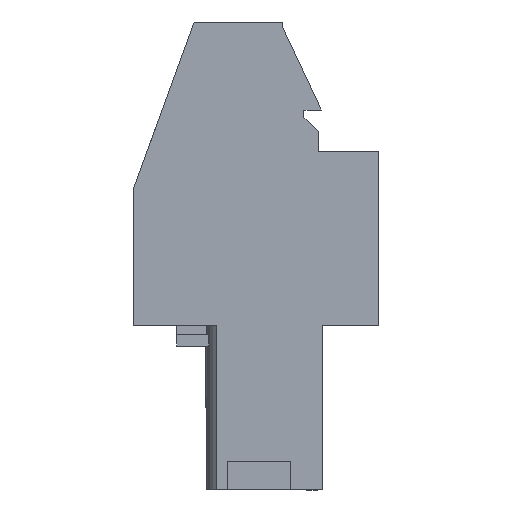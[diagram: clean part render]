
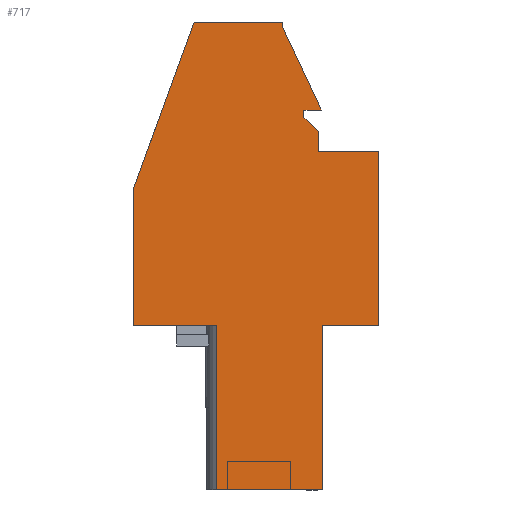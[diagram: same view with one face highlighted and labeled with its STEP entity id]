
A CAD part, left-side view. The second image highlights one B-rep face of the part: STEP entity #717.
In plain terms, the highlighted planar face has unit normal (-1, 0, 0).
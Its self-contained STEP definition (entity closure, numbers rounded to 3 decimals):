
#601=AXIS2_PLACEMENT_3D('Plane Axis2P3D',#598,#599,#600) ;
#49=CARTESIAN_POINT('Vertex',(0.,2.711,7.95)) ;
#52=CARTESIAN_POINT('Line Origine',(0.,2.711,3.975)) ;
#56=CARTESIAN_POINT('Vertex',(0.,2.711,0.)) ;
#107=CARTESIAN_POINT('Line Origine',(0.,1.356,7.95)) ;
#111=CARTESIAN_POINT('Vertex',(0.,0.,7.95)) ;
#598=CARTESIAN_POINT('Axis2P3D Location',(0.,12.132,0.)) ;
#603=CARTESIAN_POINT('Line Origine',(0.,5.261,0.)) ;
#607=CARTESIAN_POINT('Vertex',(0.,7.811,0.)) ;
#610=CARTESIAN_POINT('Line Origine',(0.,0.,12.15)) ;
#614=CARTESIAN_POINT('Vertex',(0.,0.,16.35)) ;
#617=CARTESIAN_POINT('Line Origine',(0.,1.45,16.35)) ;
#621=CARTESIAN_POINT('Vertex',(0.,2.9,16.35)) ;
#624=CARTESIAN_POINT('Line Origine',(0.,2.9,16.825)) ;
#628=CARTESIAN_POINT('Vertex',(0.,2.9,17.3)) ;
#631=CARTESIAN_POINT('Line Origine',(0.,3.25,17.65)) ;
#635=CARTESIAN_POINT('Vertex',(0.,3.6,18.)) ;
#638=CARTESIAN_POINT('Line Origine',(0.,3.6,18.175)) ;
#642=CARTESIAN_POINT('Vertex',(0.,3.6,18.35)) ;
#645=CARTESIAN_POINT('Line Origine',(0.,3.18,18.35)) ;
#649=CARTESIAN_POINT('Vertex',(0.,2.76,18.35)) ;
#652=CARTESIAN_POINT('Line Origine',(0.,3.704,20.375)) ;
#656=CARTESIAN_POINT('Vertex',(0.,4.649,22.4)) ;
#659=CARTESIAN_POINT('Line Origine',(0.,4.649,22.5)) ;
#663=CARTESIAN_POINT('Vertex',(0.,4.649,22.6)) ;
#666=CARTESIAN_POINT('Line Origine',(0.,6.778,22.6)) ;
#670=CARTESIAN_POINT('Vertex',(0.,8.908,22.6)) ;
#673=CARTESIAN_POINT('Line Origine',(0.,10.369,18.586)) ;
#677=CARTESIAN_POINT('Vertex',(0.,11.83,14.572)) ;
#680=CARTESIAN_POINT('Line Origine',(0.,11.83,11.261)) ;
#684=CARTESIAN_POINT('Vertex',(0.,11.83,7.95)) ;
#687=CARTESIAN_POINT('Line Origine',(0.,9.821,7.95)) ;
#691=CARTESIAN_POINT('Vertex',(0.,7.811,7.95)) ;
#694=CARTESIAN_POINT('Line Origine',(0.,7.811,3.975)) ;
#53=DIRECTION('Vector Direction',(0.,0.,1.)) ;
#108=DIRECTION('Vector Direction',(0.,1.,0.)) ;
#599=DIRECTION('Axis2P3D Direction',(-1.,0.,0.)) ;
#600=DIRECTION('Axis2P3D XDirection',(0.,-1.,0.)) ;
#604=DIRECTION('Vector Direction',(0.,1.,0.)) ;
#611=DIRECTION('Vector Direction',(0.,0.,1.)) ;
#618=DIRECTION('Vector Direction',(0.,1.,0.)) ;
#625=DIRECTION('Vector Direction',(0.,0.,1.)) ;
#632=DIRECTION('Vector Direction',(0.,0.707,0.707)) ;
#639=DIRECTION('Vector Direction',(0.,0.,1.)) ;
#646=DIRECTION('Vector Direction',(0.,-1.,0.)) ;
#653=DIRECTION('Vector Direction',(0.,0.423,0.906)) ;
#660=DIRECTION('Vector Direction',(0.,0.,1.)) ;
#667=DIRECTION('Vector Direction',(0.,1.,0.)) ;
#674=DIRECTION('Vector Direction',(0.,0.342,-0.94)) ;
#681=DIRECTION('Vector Direction',(0.,0.,1.)) ;
#688=DIRECTION('Vector Direction',(0.,-1.,0.)) ;
#695=DIRECTION('Vector Direction',(0.,0.,-1.)) ;
#54=VECTOR('Line Direction',#53,1.) ;
#109=VECTOR('Line Direction',#108,1.) ;
#605=VECTOR('Line Direction',#604,1.) ;
#612=VECTOR('Line Direction',#611,1.) ;
#619=VECTOR('Line Direction',#618,1.) ;
#626=VECTOR('Line Direction',#625,1.) ;
#633=VECTOR('Line Direction',#632,1.) ;
#640=VECTOR('Line Direction',#639,1.) ;
#647=VECTOR('Line Direction',#646,1.) ;
#654=VECTOR('Line Direction',#653,1.) ;
#661=VECTOR('Line Direction',#660,1.) ;
#668=VECTOR('Line Direction',#667,1.) ;
#675=VECTOR('Line Direction',#674,1.) ;
#682=VECTOR('Line Direction',#681,1.) ;
#689=VECTOR('Line Direction',#688,1.) ;
#696=VECTOR('Line Direction',#695,1.) ;
#700=ORIENTED_EDGE('',*,*,#609,.T.) ;
#701=ORIENTED_EDGE('',*,*,#58,.T.) ;
#702=ORIENTED_EDGE('',*,*,#113,.T.) ;
#703=ORIENTED_EDGE('',*,*,#616,.T.) ;
#704=ORIENTED_EDGE('',*,*,#623,.T.) ;
#705=ORIENTED_EDGE('',*,*,#630,.T.) ;
#706=ORIENTED_EDGE('',*,*,#637,.T.) ;
#707=ORIENTED_EDGE('',*,*,#644,.T.) ;
#708=ORIENTED_EDGE('',*,*,#651,.T.) ;
#709=ORIENTED_EDGE('',*,*,#658,.T.) ;
#710=ORIENTED_EDGE('',*,*,#665,.T.) ;
#711=ORIENTED_EDGE('',*,*,#672,.T.) ;
#712=ORIENTED_EDGE('',*,*,#679,.T.) ;
#713=ORIENTED_EDGE('',*,*,#686,.T.) ;
#714=ORIENTED_EDGE('',*,*,#693,.F.) ;
#715=ORIENTED_EDGE('',*,*,#698,.T.) ;
#717=ADVANCED_FACE('HOUSING',(#716),#602,.T.) ;
#58=EDGE_CURVE('',#57,#50,#55,.T.) ;
#113=EDGE_CURVE('',#50,#112,#110,.F.) ;
#609=EDGE_CURVE('',#608,#57,#606,.F.) ;
#616=EDGE_CURVE('',#112,#615,#613,.T.) ;
#623=EDGE_CURVE('',#615,#622,#620,.T.) ;
#630=EDGE_CURVE('',#622,#629,#627,.T.) ;
#637=EDGE_CURVE('',#629,#636,#634,.T.) ;
#644=EDGE_CURVE('',#636,#643,#641,.T.) ;
#651=EDGE_CURVE('',#643,#650,#648,.T.) ;
#658=EDGE_CURVE('',#650,#657,#655,.T.) ;
#665=EDGE_CURVE('',#657,#664,#662,.T.) ;
#672=EDGE_CURVE('',#664,#671,#669,.T.) ;
#679=EDGE_CURVE('',#671,#678,#676,.T.) ;
#686=EDGE_CURVE('',#678,#685,#683,.F.) ;
#693=EDGE_CURVE('',#692,#685,#690,.F.) ;
#698=EDGE_CURVE('',#692,#608,#697,.T.) ;
#699=EDGE_LOOP('',(#700,#701,#702,#703,#704,#705,#706,#707,#708,#709,#710,#711,#712,#713,#714,#715)) ;
#716=FACE_OUTER_BOUND('',#699,.T.) ;
#55=LINE('Line',#52,#54) ;
#110=LINE('Line',#107,#109) ;
#606=LINE('Line',#603,#605) ;
#613=LINE('Line',#610,#612) ;
#620=LINE('Line',#617,#619) ;
#627=LINE('Line',#624,#626) ;
#634=LINE('Line',#631,#633) ;
#641=LINE('Line',#638,#640) ;
#648=LINE('Line',#645,#647) ;
#655=LINE('Line',#652,#654) ;
#662=LINE('Line',#659,#661) ;
#669=LINE('Line',#666,#668) ;
#676=LINE('Line',#673,#675) ;
#683=LINE('Line',#680,#682) ;
#690=LINE('Line',#687,#689) ;
#697=LINE('Line',#694,#696) ;
#602=PLANE('',#601) ;
#50=VERTEX_POINT('',#49) ;
#57=VERTEX_POINT('',#56) ;
#112=VERTEX_POINT('',#111) ;
#608=VERTEX_POINT('',#607) ;
#615=VERTEX_POINT('',#614) ;
#622=VERTEX_POINT('',#621) ;
#629=VERTEX_POINT('',#628) ;
#636=VERTEX_POINT('',#635) ;
#643=VERTEX_POINT('',#642) ;
#650=VERTEX_POINT('',#649) ;
#657=VERTEX_POINT('',#656) ;
#664=VERTEX_POINT('',#663) ;
#671=VERTEX_POINT('',#670) ;
#678=VERTEX_POINT('',#677) ;
#685=VERTEX_POINT('',#684) ;
#692=VERTEX_POINT('',#691) ;
